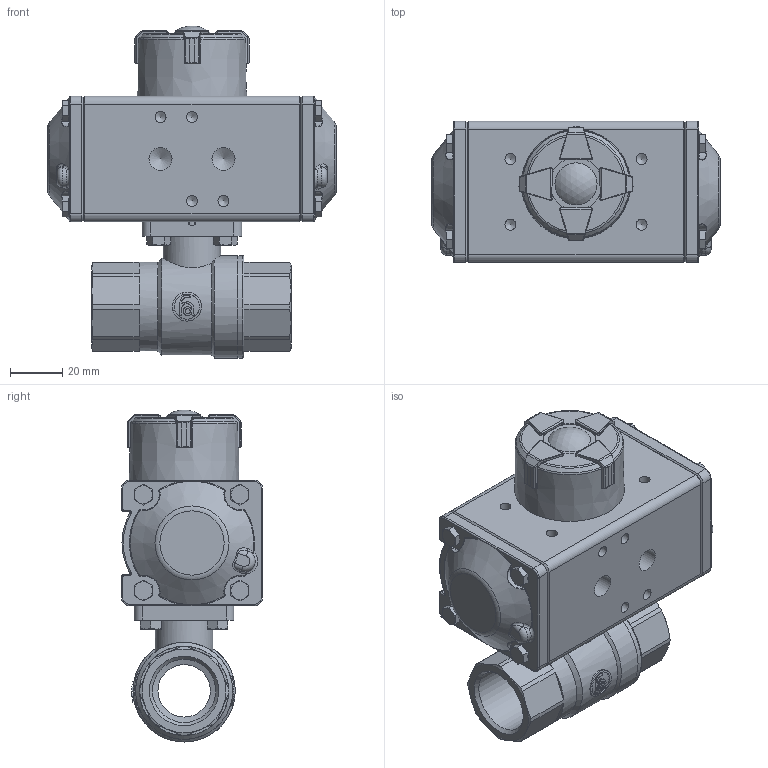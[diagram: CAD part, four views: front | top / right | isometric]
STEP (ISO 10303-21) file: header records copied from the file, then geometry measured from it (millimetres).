
FILE_DESCRIPTION(/* description */ ('Unknown'),/* implementation_level */ '2;1');
FILE_NAME(/* name */ 'DW010767-05',/* time_stamp */ '2022-10-14T10:23:55+02:00',/* author */ ('Unknown'),/* organization */ ('Unknown'),/* preprocessor_version */ 'ST-DEVELOPER v16.7',/* originating_system */ 'Solid Edge',/* authorisation */ 'Unknown');
FILE_SCHEMA (('AUTOMOTIVE_DESIGN {1 0 10303 214 3 1 1}'));
Length unit declared in the file: millimetre
Products named in the file (17): DW010767-05; 2.110.020_(767-05); LA0160#12020; OR0072#V22; SE0164#020; RO0079#06; AT0042#24; OR0072#V21; LA0020#020; LA0161#020; DIN 933 M5x16 A2-70 BLK_EDST; DW01_(DW09); KP-35; cup head nib bolts with large head gb_GB_FASTENER_BOLT_CHNBW M6X25-N; ________(___________; _____________; ______
Assembly tree (24 placements, depth 3):
  DW010767-05
    2.110.020_(767-05)
      LA0160#12020
      OR0072#V22  x2
      SE0164#020  x2
      RO0079#06
      AT0042#24
      OR0072#V21  x2
      LA0020#020
      LA0161#020
    DIN 933 M5x16 A2-70 BLK_EDST  x4
    DW01_(DW09)
      KP-35
      cup head nib bolts with large head gb_GB_FASTENER_BOLT_CHNBW M6X25-N
      ________(___________  x2
      _____________  x2
      ______
Bounding box: 110 x 53.8 x 126.61 mm (x, y, z)
Volume: 318570.2 mm3; surface area: 76756.6 mm2
Topology: 22 solids, 22 shells, 1301 faces, 3092 edges, 1874 vertices
Faces by surface type: plane 487, cylinder 347, bspline 182, cone 161, torus 113, sphere 11
Full cylindrical faces by diameter (mm): 1.8 x2, 1.853 x1, 3 x16, 3.3 x8, 4.2 x12, 4.66 x1, 5 x9, 6 x5, 6.2 x1, 8 x4, 8.1 x2, 8.8 x2, 9.611 x1, 9.7 x1, 10.8 x1, 11 x4, 11.02 x1, 11.1 x1, 11.9 x1, 12.9 x1, 14.5 x2, 15.5 x1, 16 x1, 19.6 x1, 20 x6, 22 x1, 24.117 x2, 28 x3, 28.2 x1, 32.5 x1
Entity records: 38163 total; most frequent: CARTESIAN_POINT 12537, DIRECTION 4713, ORIENTED_EDGE 4668, EDGE_CURVE 2334, AXIS2_PLACEMENT_3D 1904, VERTEX_POINT 1539, FACE_BOUND 1379, EDGE_LOOP 1359
